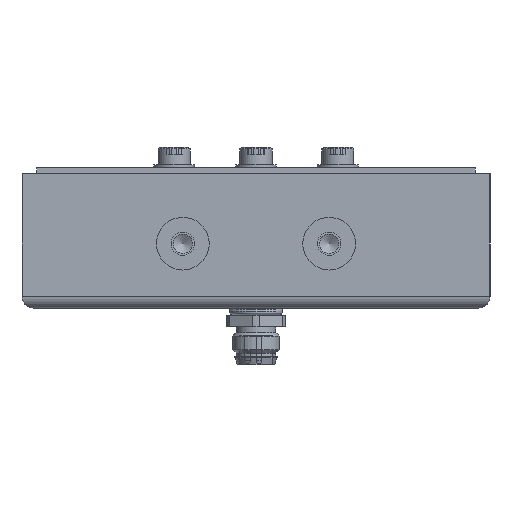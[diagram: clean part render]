
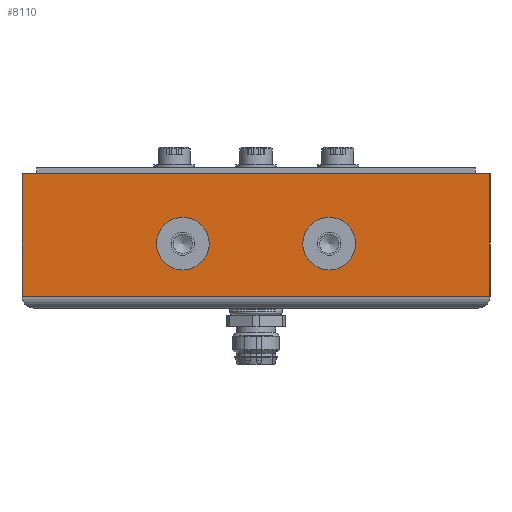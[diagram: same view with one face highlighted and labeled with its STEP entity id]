
A CAD part, left-side view. The second image highlights one B-rep face of the part: STEP entity #8110.
In plain terms, the highlighted face is planar.
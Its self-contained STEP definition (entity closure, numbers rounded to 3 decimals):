
#3639=CIRCLE('',#7633,4.5);
#3640=CIRCLE('',#7634,4.5);
#3851=ORIENTED_EDGE('',*,*,#5006,.T.);
#3852=ORIENTED_EDGE('',*,*,#4996,.F.);
#3853=ORIENTED_EDGE('',*,*,#5003,.F.);
#3854=ORIENTED_EDGE('',*,*,#5007,.F.);
#3855=ORIENTED_EDGE('',*,*,#5008,.F.);
#3856=ORIENTED_EDGE('',*,*,#5009,.F.);
#4496=VECTOR('',#5894,1.);
#4503=VECTOR('',#5903,1.);
#4506=VECTOR('',#5908,1.);
#4507=VECTOR('',#5909,1.);
#4620=LINE('',#6846,#4496);
#4627=LINE('',#6860,#4503);
#4630=LINE('',#6866,#4506);
#4631=LINE('',#6867,#4507);
#4744=VERTEX_POINT('',#6843);
#4745=VERTEX_POINT('',#6845);
#4751=VERTEX_POINT('',#6859);
#4753=VERTEX_POINT('',#6865);
#4754=VERTEX_POINT('',#6868);
#4755=VERTEX_POINT('',#6870);
#4996=EDGE_CURVE('',#4744,#4745,#4620,.T.);
#5003=EDGE_CURVE('',#4751,#4744,#4627,.T.);
#5006=EDGE_CURVE('',#4753,#4745,#4630,.T.);
#5007=EDGE_CURVE('',#4753,#4751,#4631,.T.);
#5008=EDGE_CURVE('',#4754,#4754,#3639,.T.);
#5009=EDGE_CURVE('',#4755,#4755,#3640,.T.);
#5326=EDGE_LOOP('',(#3851,#3852,#3853,#3854));
#5327=EDGE_LOOP('',(#3855));
#5328=EDGE_LOOP('',(#3856));
#5608=FACE_BOUND('',#5326,.T.);
#5609=FACE_BOUND('',#5327,.T.);
#5610=FACE_BOUND('',#5328,.T.);
#5894=DIRECTION('',(0.,80.,0.));
#5903=DIRECTION('',(0.,0.,21.));
#5906=DIRECTION('',(1.,0.,0.));
#5907=DIRECTION('',(0.,-1.,0.));
#5908=DIRECTION('',(0.,0.,21.));
#5909=DIRECTION('',(0.,-80.,0.));
#5910=DIRECTION('',(1.,0.,0.));
#5911=DIRECTION('',(0.,-4.5,0.));
#5912=DIRECTION('',(1.,0.,0.));
#5913=DIRECTION('',(0.,-4.5,0.));
#6843=CARTESIAN_POINT('',(640.,0.,23.));
#6845=CARTESIAN_POINT('',(640.,80.,23.));
#6846=CARTESIAN_POINT('',(640.,0.,23.));
#6859=CARTESIAN_POINT('',(640.,0.,2.));
#6860=CARTESIAN_POINT('',(640.,0.,2.));
#6864=CARTESIAN_POINT('',(640.,0.,0.));
#6865=CARTESIAN_POINT('',(640.,80.,2.));
#6866=CARTESIAN_POINT('',(640.,80.,2.));
#6867=CARTESIAN_POINT('',(640.,80.,2.));
#6868=CARTESIAN_POINT('',(640.,23.,11.));
#6869=CARTESIAN_POINT('',(640.,27.5,11.));
#6870=CARTESIAN_POINT('',(640.,48.,11.));
#6871=CARTESIAN_POINT('',(640.,52.5,11.));
#7632=AXIS2_PLACEMENT_3D('',#6864,#5906,#5907);
#7633=AXIS2_PLACEMENT_3D('',#6869,#5910,#5911);
#7634=AXIS2_PLACEMENT_3D('',#6871,#5912,#5913);
#8045=PLANE('',#7632);
#8110=ADVANCED_FACE('',(#5608,#5609,#5610),#8045,.T.);
